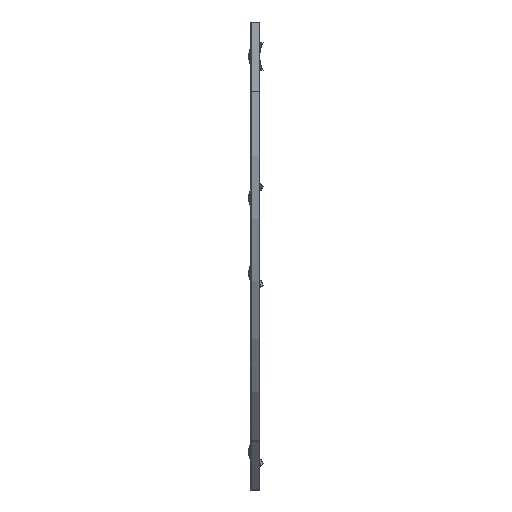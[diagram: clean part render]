
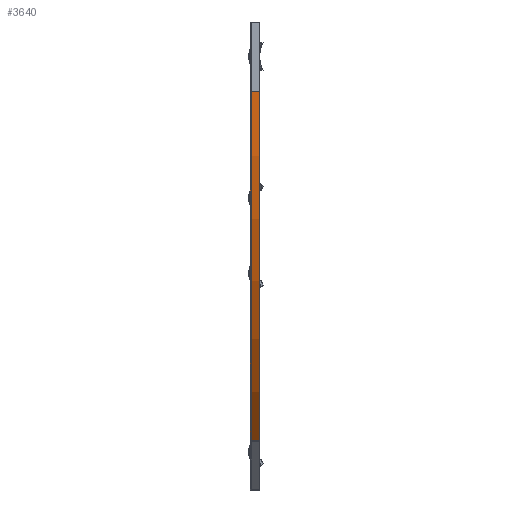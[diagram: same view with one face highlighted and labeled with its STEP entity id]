
A CAD part, left-side view. The second image highlights one B-rep face of the part: STEP entity #3640.
In plain terms, the highlighted cylindrical face has radius 752 mm (diameter 1504 mm), a partial arc.
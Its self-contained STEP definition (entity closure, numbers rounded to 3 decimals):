
#590 = CARTESIAN_POINT ( 'NONE',  ( 0., 0., -105. ) ) ;
#806 = EDGE_CURVE ( 'NONE', #1931, #3054, #2053, .T. ) ;
#838 = EDGE_CURVE ( 'NONE', #3286, #1931, #902, .T. ) ;
#902 = LINE ( 'NONE', #4175, #1904 ) ;
#972 = DIRECTION ( 'NONE',  ( 0., -1., 0. ) ) ;
#1089 = CARTESIAN_POINT ( 'NONE',  ( 220.256, 0., -636.744 ) ) ;
#1196 = CARTESIAN_POINT ( 'NONE',  ( 220.256, 14., -636.744 ) ) ;
#1416 = EDGE_CURVE ( 'NONE', #5951, #3054, #1831, .T. ) ;
#1516 = DIRECTION ( 'NONE',  ( 0., -1., 0. ) ) ;
#1539 = ORIENTED_EDGE ( 'NONE', *, *, #1416, .T. ) ;
#1799 = DIRECTION ( 'NONE',  ( 0., -1., 0. ) ) ;
#1826 = DIRECTION ( 'NONE',  ( 0., -1., 0. ) ) ;
#1831 = LINE ( 'NONE', #1089, #2425 ) ;
#1904 = VECTOR ( 'NONE', #1799, 1000. ) ;
#1931 = VERTEX_POINT ( 'NONE', #590 ) ;
#2010 = DIRECTION ( 'NONE',  ( 0., -1., 0. ) ) ;
#2053 = CIRCLE ( 'NONE', #6074, 752. ) ;
#2425 = VECTOR ( 'NONE', #2010, 1000. ) ;
#2556 = EDGE_CURVE ( 'NONE', #3286, #5951, #6309, .T. ) ;
#2558 = DIRECTION ( 'NONE',  ( 0., 0., -1. ) ) ;
#3054 = VERTEX_POINT ( 'NONE', #5055 ) ;
#3248 = DIRECTION ( 'NONE',  ( 0., 0., -1. ) ) ;
#3286 = VERTEX_POINT ( 'NONE', #5773 ) ;
#3352 = ORIENTED_EDGE ( 'NONE', *, *, #2556, .T. ) ;
#3640 = ADVANCED_FACE ( 'NONE', ( #4880 ), #4039, .T. ) ;
#4039 = CYLINDRICAL_SURFACE ( 'NONE', #4423, 752. ) ;
#4175 = CARTESIAN_POINT ( 'NONE',  ( 0., 0., -105. ) ) ;
#4204 = CARTESIAN_POINT ( 'NONE',  ( 752., 0., -105. ) ) ;
#4423 = AXIS2_PLACEMENT_3D ( 'NONE', #4204, #1516, #2558 ) ;
#4565 = EDGE_LOOP ( 'NONE', ( #5235, #3352, #1539, #4952 ) ) ;
#4656 = CARTESIAN_POINT ( 'NONE',  ( 752., 0., -105. ) ) ;
#4880 = FACE_OUTER_BOUND ( 'NONE', #4565, .T. ) ;
#4952 = ORIENTED_EDGE ( 'NONE', *, *, #806, .F. ) ;
#5023 = AXIS2_PLACEMENT_3D ( 'NONE', #5342, #972, #5322 ) ;
#5055 = CARTESIAN_POINT ( 'NONE',  ( 220.256, 0., -636.744 ) ) ;
#5235 = ORIENTED_EDGE ( 'NONE', *, *, #838, .F. ) ;
#5322 = DIRECTION ( 'NONE',  ( 0., 0., 1. ) ) ;
#5342 = CARTESIAN_POINT ( 'NONE',  ( 752., 14., -105. ) ) ;
#5773 = CARTESIAN_POINT ( 'NONE',  ( 0., 14., -105. ) ) ;
#5951 = VERTEX_POINT ( 'NONE', #1196 ) ;
#6074 = AXIS2_PLACEMENT_3D ( 'NONE', #4656, #1826, #3248 ) ;
#6309 = CIRCLE ( 'NONE', #5023, 752. ) ;
